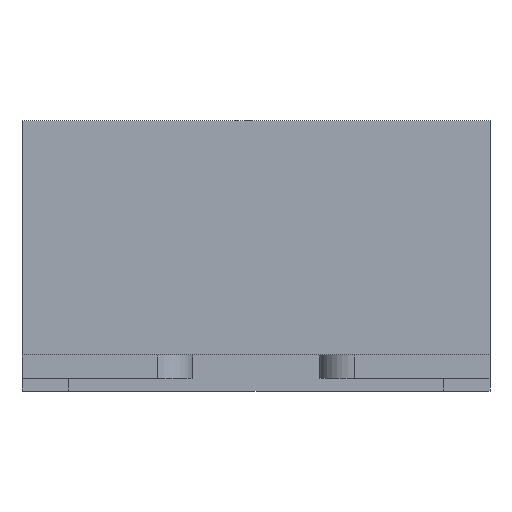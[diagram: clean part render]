
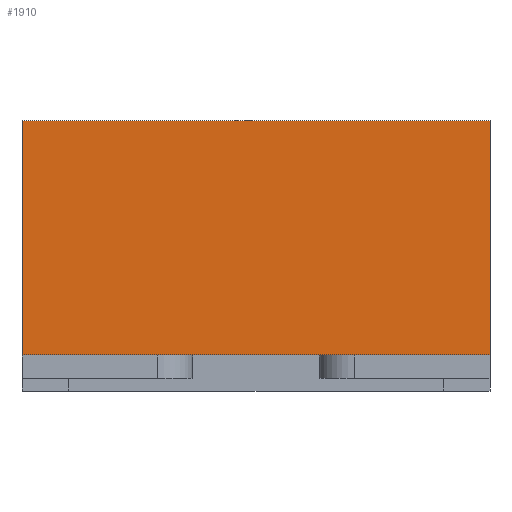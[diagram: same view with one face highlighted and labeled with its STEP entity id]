
A CAD part, front view. The second image highlights one B-rep face of the part: STEP entity #1910.
In plain terms, the highlighted face is planar.
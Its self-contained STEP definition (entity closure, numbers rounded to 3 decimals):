
#358=DIRECTION('',(1.,0.,0.));
#359=VECTOR('',#358,1.);
#360=CARTESIAN_POINT('',(-0.5,0.,1.25));
#361=LINE('',#360,#359);
#614=DIRECTION('',(0.,1.,0.));
#615=VECTOR('',#614,0.5);
#616=CARTESIAN_POINT('',(0.5,0.,1.25));
#617=LINE('',#616,#615);
#726=DIRECTION('',(0.,1.,0.));
#727=VECTOR('',#726,0.5);
#728=CARTESIAN_POINT('',(-0.5,0.,1.25));
#729=LINE('',#728,#727);
#754=DIRECTION('',(1.,0.,0.));
#755=VECTOR('',#754,1.);
#756=CARTESIAN_POINT('',(-0.5,0.5,1.25));
#757=LINE('',#756,#755);
#1391=CARTESIAN_POINT('',(-0.5,0.,1.25));
#1392=CARTESIAN_POINT('',(0.5,0.,1.25));
#1393=VERTEX_POINT('',#1391);
#1394=VERTEX_POINT('',#1392);
#1400=CARTESIAN_POINT('',(-0.5,0.5,1.25));
#1402=VERTEX_POINT('',#1400);
#1403=CARTESIAN_POINT('',(0.5,0.5,1.25));
#1404=VERTEX_POINT('',#1403);
#1898=CARTESIAN_POINT('',(-0.5,0.,1.25));
#1899=DIRECTION('',(0.,0.,1.));
#1900=DIRECTION('',(1.,0.,0.));
#1901=AXIS2_PLACEMENT_3D('',#1898,#1899,#1900);
#1902=PLANE('',#1901);
#1903=ORIENTED_EDGE('',*,*,#1744,.F.);
#1904=ORIENTED_EDGE('',*,*,#1795,.T.);
#1906=ORIENTED_EDGE('',*,*,#1905,.T.);
#1907=ORIENTED_EDGE('',*,*,#1855,.F.);
#1908=EDGE_LOOP('',(#1903,#1904,#1906,#1907));
#1909=FACE_OUTER_BOUND('',#1908,.F.);
#1910=ADVANCED_FACE('',(#1909),#1902,.T.);
#1744=EDGE_CURVE('',#1393,#1394,#361,.T.);
#1795=EDGE_CURVE('',#1393,#1402,#729,.T.);
#1855=EDGE_CURVE('',#1394,#1404,#617,.T.);
#1905=EDGE_CURVE('',#1402,#1404,#757,.T.);
